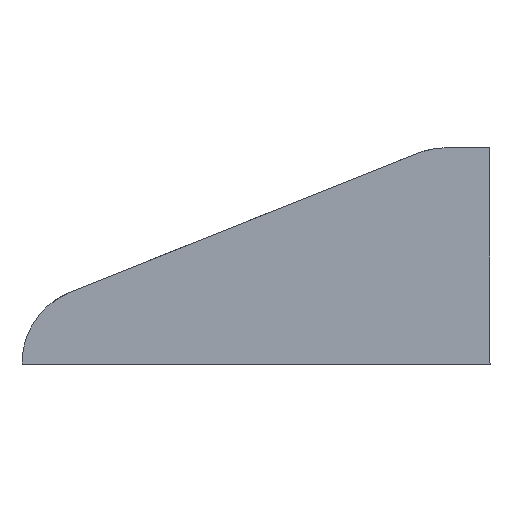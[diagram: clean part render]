
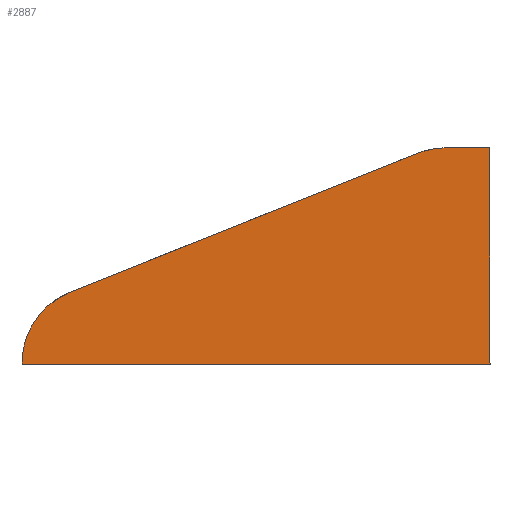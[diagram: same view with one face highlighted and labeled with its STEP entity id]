
A CAD part, left-side view. The second image highlights one B-rep face of the part: STEP entity #2887.
In plain terms, the highlighted planar face has unit normal (-1, 0, 0).
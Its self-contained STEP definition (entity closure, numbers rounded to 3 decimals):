
#274=PLANE('',#3134);
#486=FACE_OUTER_BOUND('',#672,.T.);
#672=EDGE_LOOP('',(#2689,#2690,#2691,#2692,#2693,#2694,#2695));
#697=LINE('',#3999,#918);
#703=LINE('',#4019,#924);
#790=LINE('',#5094,#1011);
#891=LINE('',#5910,#1112);
#893=LINE('',#5913,#1114);
#918=VECTOR('',#3212,10.);
#924=VECTOR('',#3234,10.);
#1011=VECTOR('',#3507,10.);
#1112=VECTOR('',#3816,10.);
#1114=VECTOR('',#3820,10.);
#1167=CIRCLE('',#3025,6.5);
#1174=CIRCLE('',#3036,6.5);
#1230=VERTEX_POINT('',#3996);
#1231=VERTEX_POINT('',#3998);
#1237=VERTEX_POINT('',#4018);
#1340=VERTEX_POINT('',#5046);
#1341=VERTEX_POINT('',#5048);
#1352=VERTEX_POINT('',#5092);
#1366=VERTEX_POINT('',#5134);
#1485=EDGE_CURVE('',#1231,#1230,#697,.T.);
#1495=EDGE_CURVE('',#1231,#1237,#703,.T.);
#1666=EDGE_CURVE('',#1340,#1341,#1167,.T.);
#1679=EDGE_CURVE('',#1352,#1340,#790,.T.);
#1697=EDGE_CURVE('',#1366,#1352,#1174,.T.);
#1853=EDGE_CURVE('',#1230,#1341,#891,.T.);
#1855=EDGE_CURVE('',#1237,#1366,#893,.T.);
#2689=ORIENTED_EDGE('',*,*,#1697,.F.);
#2690=ORIENTED_EDGE('',*,*,#1855,.F.);
#2691=ORIENTED_EDGE('',*,*,#1495,.F.);
#2692=ORIENTED_EDGE('',*,*,#1485,.T.);
#2693=ORIENTED_EDGE('',*,*,#1853,.T.);
#2694=ORIENTED_EDGE('',*,*,#1666,.F.);
#2695=ORIENTED_EDGE('',*,*,#1679,.F.);
#2887=ADVANCED_FACE('',(#486),#274,.T.);
#3025=AXIS2_PLACEMENT_3D('',#5049,#3494,#3495);
#3036=AXIS2_PLACEMENT_3D('',#5136,#3533,#3534);
#3134=AXIS2_PLACEMENT_3D('',#5915,#3823,#3824);
#3212=DIRECTION('',(0.,0.,-1.));
#3234=DIRECTION('',(0.,-1.,0.));
#3494=DIRECTION('center_axis',(1.,0.,0.));
#3495=DIRECTION('ref_axis',(0.,-0.189,-0.982));
#3507=DIRECTION('',(0.,0.928,-0.371));
#3533=DIRECTION('center_axis',(1.,0.,0.));
#3534=DIRECTION('ref_axis',(0.,-0.828,-0.561));
#3816=DIRECTION('',(0.,-1.,0.));
#3820=DIRECTION('',(0.,0.,-1.));
#3823=DIRECTION('center_axis',(-1.,0.,0.));
#3824=DIRECTION('ref_axis',(0.,0.,
-1.));
#3996=CARTESIAN_POINT('',(-180.344,-99.991,79.274));
#3998=CARTESIAN_POINT('',(-180.344,-99.991,97.774));
#3999=CARTESIAN_POINT('',(-180.344,-99.991,97.774));
#4018=CARTESIAN_POINT('',(-180.344,-139.991,97.774));
#4019=CARTESIAN_POINT('',(-180.344,-99.991,97.774));
#5046=CARTESIAN_POINT('',(-180.344,-106.153,79.739));
#5048=CARTESIAN_POINT('',(-180.344,-103.739,79.274));
#5049=CARTESIAN_POINT('Origin',(-180.344,-103.739,85.774));
#5092=CARTESIAN_POINT('',(-180.344,-135.905,91.64));
#5094=CARTESIAN_POINT('',(-180.344,-114.775,83.188));
#5134=CARTESIAN_POINT('',(-180.344,-139.991,97.675));
#5136=CARTESIAN_POINT('Origin',(-180.344,-133.491,97.675));
#5910=CARTESIAN_POINT('',(-180.344,-99.991,79.274));
#5913=CARTESIAN_POINT('',(-180.344,-139.991,97.774));
#5915=CARTESIAN_POINT('Origin',(-180.344,-99.991,97.774));
